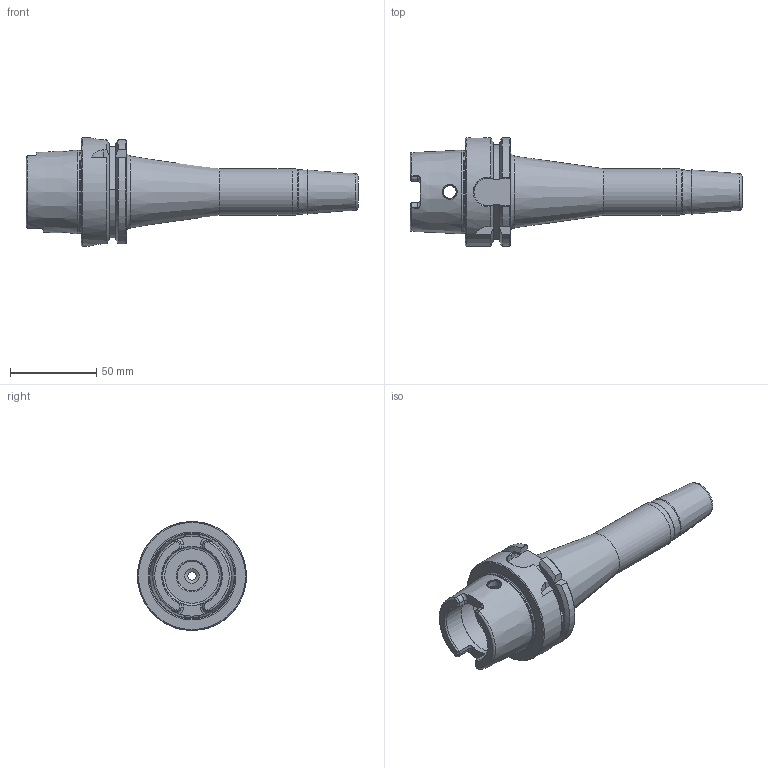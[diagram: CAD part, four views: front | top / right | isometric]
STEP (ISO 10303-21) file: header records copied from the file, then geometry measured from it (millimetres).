
FILE_DESCRIPTION(/* description */ ('SHRINK FIT HLDR W/ COOLANT PORTS'),/* implementation_level */ '2;1');
FILE_NAME(/* name */ 'H63A-31SF630-9C.stp',/* time_stamp */ '2020-10-02T15:43:50-04:00',/* author */ ('SZimmerman'),/* organization */ (''),/* preprocessor_version */ 'ST-DEVELOPER v17',/* originating_system */ 'Autodesk Inventor 2018',/* authorisation */ '');
FILE_SCHEMA (('AUTOMOTIVE_DESIGN { 1 0 10303 214 3 1 1 }'));
Length unit declared in the file: millimetre
Products named in the file (1): H63A-31SF630-9C
Bounding box: 192 x 63 x 63 mm (x, y, z)
Volume: 166835.5 mm3; surface area: 37653.7 mm2
Topology: 1 solids, 1 shells, 153 faces, 446 edges, 297 vertices
Faces by surface type: plane 53, cylinder 42, cone 33, torus 14, bspline 11
Full cylindrical faces by diameter (mm): 3 x2, 3.251 x2, 4.917 x1, 5 x1, 7.5 x2, 7.922 x1, 8.4 x1, 8.684 x1, 10 x1, 16.916 x1, 19.016 x1, 27 x1, 34 x2, 40 x1, 48.041 x1, 63 x1
Entity records: 6276 total; most frequent: CARTESIAN_POINT 2132, ORIENTED_EDGE 892, DIRECTION 789, EDGE_CURVE 446, AXIS2_PLACEMENT_3D 321, VERTEX_POINT 298, CIRCLE 174, EDGE_LOOP 168
